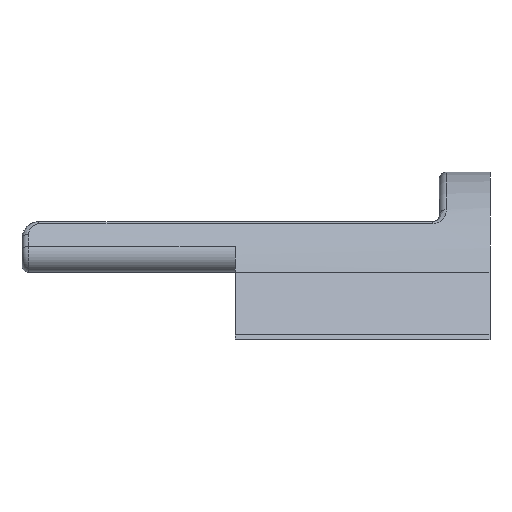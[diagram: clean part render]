
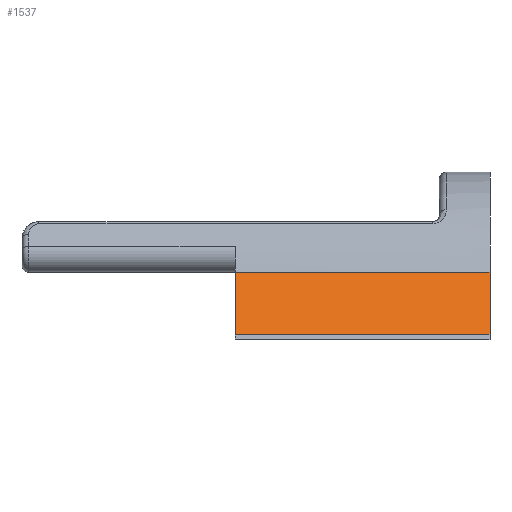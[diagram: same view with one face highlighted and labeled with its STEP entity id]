
A CAD part, left-side view. The second image highlights one B-rep face of the part: STEP entity #1537.
In plain terms, the highlighted planar face has unit normal (-0.904, 0, 0.427).
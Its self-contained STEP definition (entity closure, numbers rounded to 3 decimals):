
#198 = VERTEX_POINT ( 'NONE', #1244 ) ;
#266 = VECTOR ( 'NONE', #3056, 1000. ) ;
#280 = LINE ( 'NONE', #1787, #266 ) ;
#302 = AXIS2_PLACEMENT_3D ( 'NONE', #385, #637, #2400 ) ;
#366 = VERTEX_POINT ( 'NONE', #558 ) ;
#376 = VERTEX_POINT ( 'NONE', #2091 ) ;
#385 = CARTESIAN_POINT ( 'NONE',  ( -43.943, 75.6, 17.771 ) ) ;
#490 = ORIENTED_EDGE ( 'NONE', *, *, #810, .F. ) ;
#558 = CARTESIAN_POINT ( 'NONE',  ( -43.943, 0., 17.771 ) ) ;
#637 = DIRECTION ( 'NONE',  ( -0.904, 0., 0.428 ) ) ;
#799 = CARTESIAN_POINT ( 'NONE',  ( -52.653, 75.6, -0.648 ) ) ;
#810 = EDGE_CURVE ( 'NONE', #366, #1209, #280, .T. ) ;
#901 = CARTESIAN_POINT ( 'NONE',  ( -52.653, 0., -0.648 ) ) ;
#1209 = VERTEX_POINT ( 'NONE', #901 ) ;
#1244 = CARTESIAN_POINT ( 'NONE',  ( -43.943, 75.6, 17.771 ) ) ;
#1296 = VECTOR ( 'NONE', #3117, 1000. ) ;
#1463 = VECTOR ( 'NONE', #3002, 1000. ) ;
#1511 = CARTESIAN_POINT ( 'NONE',  ( -43.943, 75.6, 17.771 ) ) ;
#1537 = ADVANCED_FACE ( 'NONE', ( #1668 ), #1885, .T. ) ;
#1586 = EDGE_LOOP ( 'NONE', ( #490, #1588, #1879, #1644 ) ) ;
#1588 = ORIENTED_EDGE ( 'NONE', *, *, #1909, .F. ) ;
#1619 = LINE ( 'NONE', #3132, #1296 ) ;
#1644 = ORIENTED_EDGE ( 'NONE', *, *, #2214, .T. ) ;
#1668 = FACE_OUTER_BOUND ( 'NONE', #1586, .T. ) ;
#1787 = CARTESIAN_POINT ( 'NONE',  ( -43.943, 0., 17.771 ) ) ;
#1800 = DIRECTION ( 'NONE',  ( 0., -1., 0. ) ) ;
#1879 = ORIENTED_EDGE ( 'NONE', *, *, #2361, .T. ) ;
#1885 = PLANE ( 'NONE',  #302 ) ;
#1909 = EDGE_CURVE ( 'NONE', #198, #366, #1619, .T. ) ;
#2091 = CARTESIAN_POINT ( 'NONE',  ( -52.653, 75.6, -0.648 ) ) ;
#2214 = EDGE_CURVE ( 'NONE', #376, #1209, #3025, .T. ) ;
#2234 = LINE ( 'NONE', #1511, #1463 ) ;
#2361 = EDGE_CURVE ( 'NONE', #198, #376, #2234, .T. ) ;
#2400 = DIRECTION ( 'NONE',  ( 0.428, 0., 0.904 ) ) ;
#2768 = VECTOR ( 'NONE', #1800, 1000. ) ;
#3002 = DIRECTION ( 'NONE',  ( -0.428, 0., -0.904 ) ) ;
#3025 = LINE ( 'NONE', #799, #2768 ) ;
#3056 = DIRECTION ( 'NONE',  ( -0.428, 0., -0.904 ) ) ;
#3117 = DIRECTION ( 'NONE',  ( 0., -1., 0. ) ) ;
#3132 = CARTESIAN_POINT ( 'NONE',  ( -43.943, 75.6, 17.771 ) ) ;
